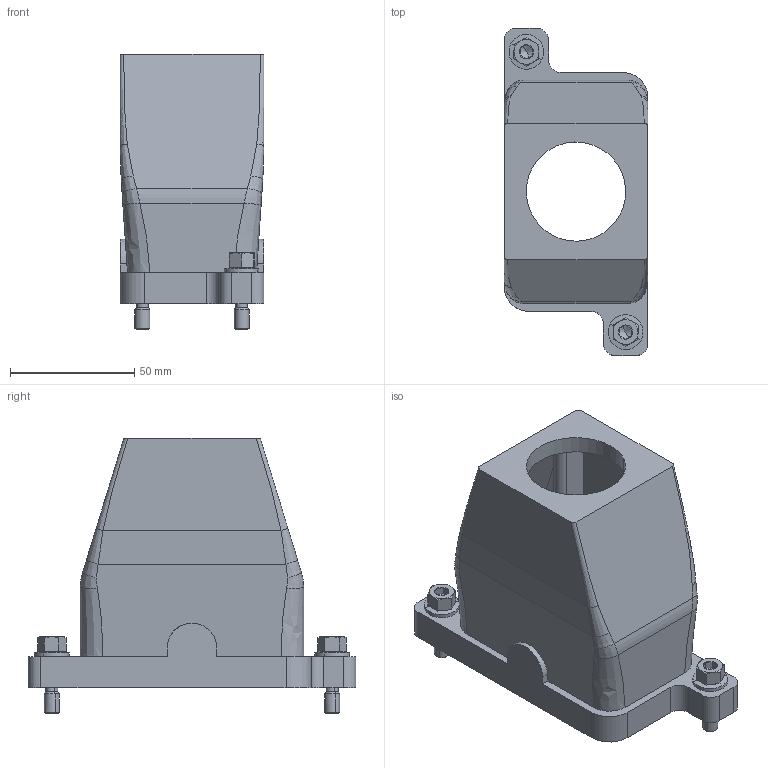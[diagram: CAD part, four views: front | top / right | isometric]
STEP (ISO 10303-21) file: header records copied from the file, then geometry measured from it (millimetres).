
FILE_DESCRIPTION(('CATIA V5 STEP Exchange','CAx-IF Rec.Pracs.--- Model Styling and Organization---1.4--- 2014-01-23'),'2;1');
FILE_NAME ('D1448319_0', '2019-07-25T13:50:21+00:00', ('none'), ('Weidmueller'), 'CATIA Version 5-6 Release 2016 SP3 HF44', 'CATIA V5 STEP AP214', 'none');
FILE_SCHEMA(('AUTOMOTIVE_DESIGN { 1 0 10303 214 1 1 1 1 }'));
Length unit declared in the file: millimetre
Products named in the file (1): 1082450000
Bounding box: 58 x 132 x 111 mm (x, y, z)
Volume: 155515.7 mm3; surface area: 69102.3 mm2
Topology: 3 solids, 3 shells, 352 faces, 840 edges, 502 vertices
Faces by surface type: cone 118, plane 100, cylinder 86, bspline 20, sphere 20, torus 8
Entity records: 12732 total; most frequent: CARTESIAN_POINT 5496, ORIENTED_EDGE 1656, DIRECTION 1130, EDGE_CURVE 828, AXIS2_PLACEMENT_3D 511, VERTEX_POINT 502, EDGE_LOOP 378, VECTOR 356
